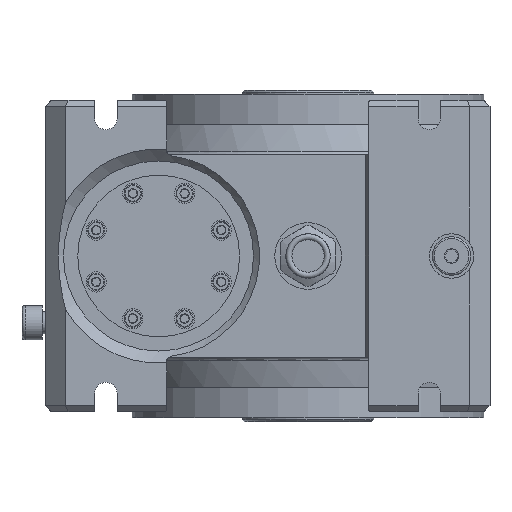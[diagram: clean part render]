
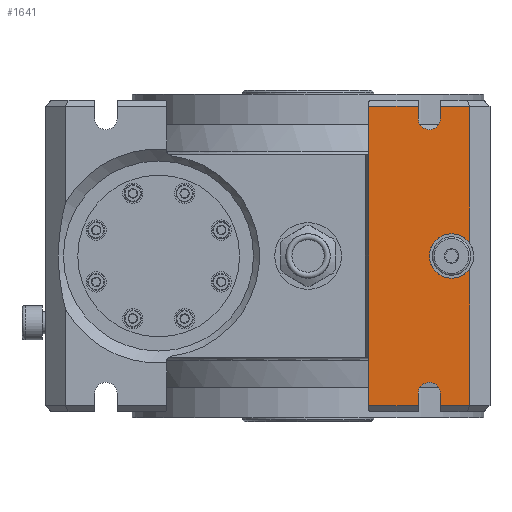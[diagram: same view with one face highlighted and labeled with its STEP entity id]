
A CAD part, left-side view. The second image highlights one B-rep face of the part: STEP entity #1641.
In plain terms, the highlighted planar face has unit normal (-1, 0, 0).
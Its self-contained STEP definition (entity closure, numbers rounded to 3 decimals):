
#1641 = ADVANCED_FACE( '', ( #4225 ), #4226, .T. );
#4225 = FACE_OUTER_BOUND( '', #10322, .T. );
#4226 = PLANE( '', #10323 );
#10322 = EDGE_LOOP( '', ( #20141, #20142, #20143, #20144, #20145, #20146, #20147, #20148, #20149, #20150, #20151, #20152, #20153, #20154, #20155, #20156 ) );
#10323 = AXIS2_PLACEMENT_3D( '', #20157, #20158, #20159 );
#20141 = ORIENTED_EDGE( '', *, *, #27512, .T. );
#20142 = ORIENTED_EDGE( '', *, *, #27513, .F. );
#20143 = ORIENTED_EDGE( '', *, *, #27514, .T. );
#20144 = ORIENTED_EDGE( '', *, *, #27515, .T. );
#20145 = ORIENTED_EDGE( '', *, *, #27516, .T. );
#20146 = ORIENTED_EDGE( '', *, *, #27140, .T. );
#20147 = ORIENTED_EDGE( '', *, *, #27517, .T. );
#20148 = ORIENTED_EDGE( '', *, *, #26769, .F. );
#20149 = ORIENTED_EDGE( '', *, *, #27518, .F. );
#20150 = ORIENTED_EDGE( '', *, *, #26773, .T. );
#20151 = ORIENTED_EDGE( '', *, *, #27519, .F. );
#20152 = ORIENTED_EDGE( '', *, *, #27520, .F. );
#20153 = ORIENTED_EDGE( '', *, *, #27521, .F. );
#20154 = ORIENTED_EDGE( '', *, *, #27352, .F. );
#20155 = ORIENTED_EDGE( '', *, *, #27522, .F. );
#20156 = ORIENTED_EDGE( '', *, *, #27523, .T. );
#20157 = CARTESIAN_POINT( '', ( 694.875, 592.808, 0. ) );
#20158 = DIRECTION( '', ( -1., 0., 0. ) );
#20159 = DIRECTION( '', ( 0., 0., 1. ) );
#26769 = EDGE_CURVE( '', #30190, #30192, #30193, .T. );
#26773 = EDGE_CURVE( '', #30189, #30198, #30200, .T. );
#27140 = EDGE_CURVE( '', #30819, #30817, #30820, .T. );
#27352 = EDGE_CURVE( '', #31161, #31163, #31164, .T. );
#27512 = EDGE_CURVE( '', #31419, #31058, #31420, .T. );
#27513 = EDGE_CURVE( '', #31421, #31058, #31422, .T. );
#27514 = EDGE_CURVE( '', #31421, #31423, #31424, .T. );
#27515 = EDGE_CURVE( '', #31423, #31425, #31426, .T. );
#27516 = EDGE_CURVE( '', #31425, #30819, #31427, .T. );
#27517 = EDGE_CURVE( '', #30817, #30192, #31428, .T. );
#27518 = EDGE_CURVE( '', #30189, #30190, #31429, .T. );
#27519 = EDGE_CURVE( '', #31430, #30198, #31431, .T. );
#27520 = EDGE_CURVE( '', #31432, #31430, #31433, .T. );
#27521 = EDGE_CURVE( '', #31163, #31432, #31434, .T. );
#27522 = EDGE_CURVE( '', #31435, #31161, #31436, .T. );
#27523 = EDGE_CURVE( '', #31435, #31419, #31437, .T. );
#30189 = VERTEX_POINT( '', #37517 );
#30190 = VERTEX_POINT( '', #37518 );
#30192 = VERTEX_POINT( '', #37520 );
#30193 = LINE( '', #37521, #37522 );
#30198 = VERTEX_POINT( '', #37529 );
#30200 = LINE( '', #37532, #37533 );
#30817 = VERTEX_POINT( '', #40673 );
#30819 = VERTEX_POINT( '', #40676 );
#30820 = LINE( '', #40677, #40678 );
#31058 = VERTEX_POINT( '', #41589 );
#31161 = VERTEX_POINT( '', #42305 );
#31163 = VERTEX_POINT( '', #42308 );
#31164 = LINE( '', #42309, #42310 );
#31419 = VERTEX_POINT( '', #43553 );
#31420 = LINE( '', #43554, #43555 );
#31421 = VERTEX_POINT( '', #43556 );
#31422 = LINE( '', #43557, #43558 );
#31423 = VERTEX_POINT( '', #43559 );
#31424 = LINE( '', #43560, #43561 );
#31425 = VERTEX_POINT( '', #43562 );
#31426 = LINE( '', #43563, #43564 );
#31427 = CIRCLE( '', #43565, 5.5 );
#31428 = LINE( '', #43566, #43567 );
#31429 = CIRCLE( '', #43568, 11. );
#31430 = VERTEX_POINT( '', #43569 );
#31431 = LINE( '', #43570, #43571 );
#31432 = VERTEX_POINT( '', #43572 );
#31433 = LINE( '', #43573, #43574 );
#31434 = CIRCLE( '', #43575, 5.5 );
#31435 = VERTEX_POINT( '', #43576 );
#31436 = LINE( '', #43577, #43578 );
#31437 = LINE( '', #43579, #43580 );
#37517 = CARTESIAN_POINT( '', ( 694.875, 592.808, 56.325 ) );
#37518 = CARTESIAN_POINT( '', ( 694.875, 592.808, 43.675 ) );
#37520 = CARTESIAN_POINT( '', ( 694.875, 592.808, -24. ) );
#37521 = CARTESIAN_POINT( '', ( 694.875, 592.808, 100. ) );
#37522 = VECTOR( '', #58251, 1000. );
#37529 = CARTESIAN_POINT( '', ( 694.875, 592.808, 124. ) );
#37532 = CARTESIAN_POINT( '', ( 694.875, 592.808, 0. ) );
#37533 = VECTOR( '', #58255, 1000. );
#40673 = CARTESIAN_POINT( '', ( 694.875, 607.308, -24. ) );
#40676 = CARTESIAN_POINT( '', ( 694.875, 607.308, -18. ) );
#40677 = CARTESIAN_POINT( '', ( 694.875, 607.308, 0. ) );
#40678 = VECTOR( '', #58600, 1000. );
#41589 = CARTESIAN_POINT( '', ( 694.875, 642.808, -1. ) );
#42305 = CARTESIAN_POINT( '', ( 694.875, 618.308, 124. ) );
#42308 = CARTESIAN_POINT( '', ( 694.875, 618.308, 118. ) );
#42309 = CARTESIAN_POINT( '', ( 694.875, 618.308, 100. ) );
#42310 = VECTOR( '', #58821, 1000. );
#43553 = CARTESIAN_POINT( '', ( 694.875, 642.808, 101. ) );
#43554 = CARTESIAN_POINT( '', ( 694.875, 642.808, 100. ) );
#43555 = VECTOR( '', #59006, 1000. );
#43556 = CARTESIAN_POINT( '', ( 694.875, 642.808, -24. ) );
#43557 = CARTESIAN_POINT( '', ( 694.875, 642.808, 0. ) );
#43558 = VECTOR( '', #59007, 1000. );
#43559 = CARTESIAN_POINT( '', ( 694.875, 618.308, -24. ) );
#43560 = CARTESIAN_POINT( '', ( 694.875, 0., -24. ) );
#43561 = VECTOR( '', #59008, 1000. );
#43562 = CARTESIAN_POINT( '', ( 694.875, 618.308, -18. ) );
#43563 = CARTESIAN_POINT( '', ( 694.875, 618.308, 0. ) );
#43564 = VECTOR( '', #59009, 1000. );
#43565 = AXIS2_PLACEMENT_3D( '', #59010, #59011, #59012 );
#43566 = CARTESIAN_POINT( '', ( 694.875, 0., -24. ) );
#43567 = VECTOR( '', #59013, 1000. );
#43568 = AXIS2_PLACEMENT_3D( '', #59014, #59015, #59016 );
#43569 = CARTESIAN_POINT( '', ( 694.875, 607.308, 124. ) );
#43570 = CARTESIAN_POINT( '', ( 694.875, 0., 124. ) );
#43571 = VECTOR( '', #59017, 1000. );
#43572 = CARTESIAN_POINT( '', ( 694.875, 607.308, 118. ) );
#43573 = CARTESIAN_POINT( '', ( 694.875, 607.308, 100. ) );
#43574 = VECTOR( '', #59018, 1000. );
#43575 = AXIS2_PLACEMENT_3D( '', #59019, #59020, #59021 );
#43576 = CARTESIAN_POINT( '', ( 694.875, 642.808, 124. ) );
#43577 = CARTESIAN_POINT( '', ( 694.875, 0., 124. ) );
#43578 = VECTOR( '', #59022, 1000. );
#43579 = CARTESIAN_POINT( '', ( 694.875, 642.808, 100. ) );
#43580 = VECTOR( '', #59023, 1000. );
#58251 = DIRECTION( '', ( 0., 0., -1. ) );
#58255 = DIRECTION( '', ( 0., 0., 1. ) );
#58600 = DIRECTION( '', ( 0., 0., -1. ) );
#58821 = DIRECTION( '', ( 0., 0., -1. ) );
#59006 = DIRECTION( '', ( 0., 0., -1. ) );
#59007 = DIRECTION( '', ( 0., 0., 1. ) );
#59008 = DIRECTION( '', ( 0., -1., 0. ) );
#59009 = DIRECTION( '', ( 0., 0., 1. ) );
#59010 = CARTESIAN_POINT( '', ( 694.875, 612.808, -18. ) );
#59011 = DIRECTION( '', ( 1., 0., 0. ) );
#59012 = DIRECTION( '', ( 0., 1., 0. ) );
#59013 = DIRECTION( '', ( 0., -1., 0. ) );
#59014 = CARTESIAN_POINT( '', ( 694.875, 601.808, 50. ) );
#59015 = DIRECTION( '', ( -1., 0., 0. ) );
#59016 = DIRECTION( '', ( 0., -1., 0. ) );
#59017 = DIRECTION( '', ( 0., -1., 0. ) );
#59018 = DIRECTION( '', ( 0., 0., 1. ) );
#59019 = CARTESIAN_POINT( '', ( 694.875, 612.808, 118. ) );
#59020 = DIRECTION( '', ( -1., 0., 0. ) );
#59021 = DIRECTION( '', ( 0., 1., 0. ) );
#59022 = DIRECTION( '', ( 0., -1., 0. ) );
#59023 = DIRECTION( '', ( 0., 0., -1. ) );
